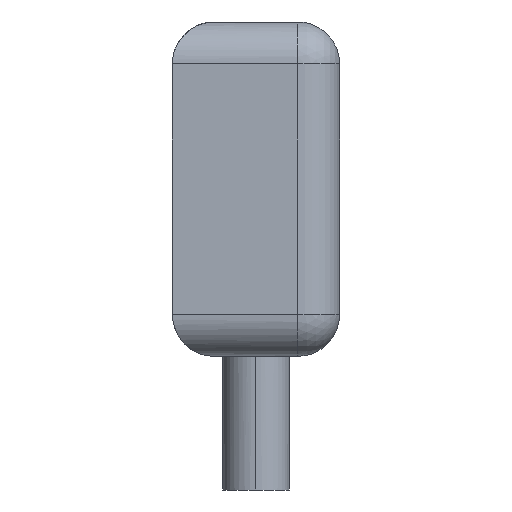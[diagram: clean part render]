
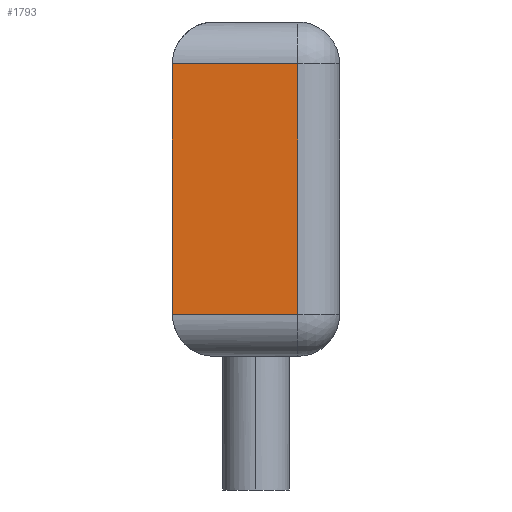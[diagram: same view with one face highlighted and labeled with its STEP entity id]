
A CAD part, left-side view. The second image highlights one B-rep face of the part: STEP entity #1793.
In plain terms, the highlighted planar face has unit normal (-1, 0, 0).
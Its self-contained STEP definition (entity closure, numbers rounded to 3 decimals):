
#76 = CARTESIAN_POINT ( 'NONE',  ( 0., 2., 0.5 ) ) ;
#85 = CARTESIAN_POINT ( 'NONE',  ( 0., 2., 3.5 ) ) ;
#187 = VECTOR ( 'NONE', #398, 1000. ) ;
#190 = VECTOR ( 'NONE', #394, 1000. ) ;
#194 = VECTOR ( 'NONE', #392, 1000. ) ;
#386 = CARTESIAN_POINT ( 'NONE',  ( 0., 2., 0.5 ) ) ;
#392 = DIRECTION ( 'NONE',  ( 0., -1., 0. ) ) ;
#394 = DIRECTION ( 'NONE',  ( 0., 0., 1. ) ) ;
#395 = CARTESIAN_POINT ( 'NONE',  ( 0., 0.5, 4. ) ) ;
#397 = CARTESIAN_POINT ( 'NONE',  ( 0., 2., 3.5 ) ) ;
#398 = DIRECTION ( 'NONE',  ( 0., 1., 0. ) ) ;
#1074 = PLANE ( 'NONE',  #2588 ) ;
#1075 = CARTESIAN_POINT ( 'NONE',  ( 0., 2., 4. ) ) ;
#1076 = DIRECTION ( 'NONE',  ( 1., 0., 0. ) ) ;
#1077 = DIRECTION ( 'NONE',  ( 0., 1., 0. ) ) ;
#1465 = CARTESIAN_POINT ( 'NONE',  ( 0., 2., 4. ) ) ;
#1466 = DIRECTION ( 'NONE',  ( 0., 0., -1. ) ) ;
#1793 = ADVANCED_FACE ( 'NONE', ( #2932 ), #1074, .F. ) ;
#1847 = EDGE_CURVE ( 'NONE', #2126, #2128, #3067, .T. ) ;
#1973 = EDGE_CURVE ( 'NONE', #2128, #2256, #3118, .T. ) ;
#1974 = EDGE_CURVE ( 'NONE', #2256, #2257, #3119, .T. ) ;
#1975 = EDGE_CURVE ( 'NONE', #2257, #2126, #3120, .T. ) ;
#2126 = VERTEX_POINT ( 'NONE', #85 ) ;
#2128 = VERTEX_POINT ( 'NONE', #76 ) ;
#2256 = VERTEX_POINT ( 'NONE', #3407 ) ;
#2257 = VERTEX_POINT ( 'NONE', #3408 ) ;
#2522 = ORIENTED_EDGE ( 'NONE', *, *, #1974, .T. ) ;
#2523 = ORIENTED_EDGE ( 'NONE', *, *, #1847, .T. ) ;
#2524 = ORIENTED_EDGE ( 'NONE', *, *, #1973, .T. ) ;
#2525 = ORIENTED_EDGE ( 'NONE', *, *, #1975, .T. ) ;
#2588 = AXIS2_PLACEMENT_3D ( 'NONE', #1075, #1076, #1077 ) ;
#2649 = VECTOR ( 'NONE', #1466, 1000. ) ;
#2872 = EDGE_LOOP ( 'NONE', ( #2523, #2524, #2522, #2525 ) ) ;
#2932 = FACE_OUTER_BOUND ( 'NONE', #2872, .T. ) ;
#3067 = LINE ( 'NONE', #1465, #2649 ) ;
#3118 = LINE ( 'NONE', #386, #194 ) ;
#3119 = LINE ( 'NONE', #395, #190 ) ;
#3120 = LINE ( 'NONE', #397, #187 ) ;
#3407 = CARTESIAN_POINT ( 'NONE',  ( 0., 0.5, 0.5 ) ) ;
#3408 = CARTESIAN_POINT ( 'NONE',  ( 0., 0.5, 3.5 ) ) ;
